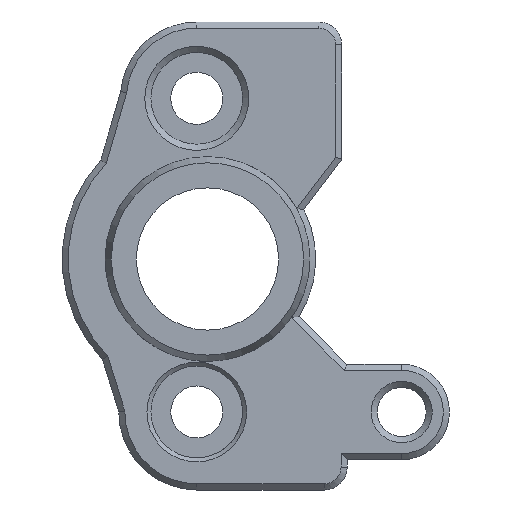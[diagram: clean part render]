
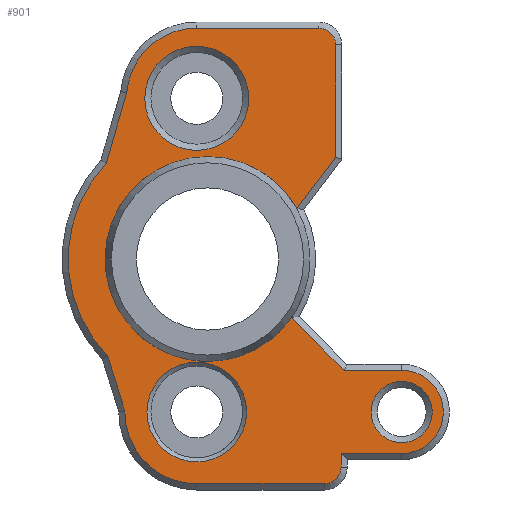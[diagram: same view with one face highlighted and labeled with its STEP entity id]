
A CAD part, front view. The second image highlights one B-rep face of the part: STEP entity #901.
In plain terms, the highlighted planar face has unit normal (0, -1, 0).
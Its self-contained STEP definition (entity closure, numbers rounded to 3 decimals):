
#162=CARTESIAN_POINT('',(8.046,-24.558,37.466));
#163=VERTEX_POINT('',#162);
#170=CARTESIAN_POINT('',(13.533,-24.558,26.948));
#171=VERTEX_POINT('',#170);
#172=CARTESIAN_POINT('',(8.046,-24.558,30.776));
#173=DIRECTION('',(0.,-1.,0.));
#174=DIRECTION('',(0.,0.,-1.));
#175=AXIS2_PLACEMENT_3D('',#172,#173,#174);
#176=CIRCLE('',#175,6.69);
#177=EDGE_CURVE('',#163,#171,#176,.T.);
#187=CARTESIAN_POINT('',(13.869,-24.558,34.07));
#188=VERTEX_POINT('',#187);
#196=CARTESIAN_POINT('',(8.046,-24.558,30.776));
#197=DIRECTION('',(0.,-1.,0.));
#198=DIRECTION('',(0.,0.,-1.));
#199=AXIS2_PLACEMENT_3D('',#196,#197,#198);
#200=CIRCLE('',#199,6.69);
#201=EDGE_CURVE('',#188,#163,#200,.T.);
#276=CARTESIAN_POINT('',(15.676,-24.558,16.076));
#277=VERTEX_POINT('',#276);
#295=CARTESIAN_POINT('',(16.776,-24.558,17.176));
#296=VERTEX_POINT('',#295);
#303=CARTESIAN_POINT('',(15.676,-24.558,17.176));
#304=DIRECTION('',(-0.,-1.,-0.));
#305=DIRECTION('',(0.,-0.,1.));
#306=AXIS2_PLACEMENT_3D('',#303,#304,#305);
#307=CIRCLE('',#306,1.1);
#308=EDGE_CURVE('',#277,#296,#307,.T.);
#326=CARTESIAN_POINT('',(16.776,-24.558,18.051));
#327=VERTEX_POINT('',#326);
#334=CARTESIAN_POINT('',(16.776,-24.558,17.176));
#335=DIRECTION('',(0.,0.,1.));
#336=VECTOR('',#335,0.875);
#337=LINE('',#334,#336);
#338=EDGE_CURVE('',#296,#327,#337,.T.);
#349=CARTESIAN_POINT('',(7.346,-24.558,16.076));
#350=VERTEX_POINT('',#349);
#366=CARTESIAN_POINT('',(7.346,-24.558,16.076));
#367=DIRECTION('',(1.,0.,-0.));
#368=VECTOR('',#367,8.33);
#369=LINE('',#366,#368);
#370=EDGE_CURVE('',#350,#277,#369,.T.);
#382=CARTESIAN_POINT('',(2.646,-24.558,20.776));
#383=VERTEX_POINT('',#382);
#390=CARTESIAN_POINT('',(2.646,-24.558,20.835));
#391=VERTEX_POINT('',#390);
#392=CARTESIAN_POINT('',(7.346,-24.558,20.776));
#393=DIRECTION('',(-0.,-1.,-0.));
#394=DIRECTION('',(0.,-0.,1.));
#395=AXIS2_PLACEMENT_3D('',#392,#393,#394);
#396=CIRCLE('',#395,4.7);
#397=EDGE_CURVE('',#391,#383,#396,.T.);
#414=CARTESIAN_POINT('',(1.536,-24.558,24.417));
#415=VERTEX_POINT('',#414);
#432=CARTESIAN_POINT('',(1.536,-24.558,24.417));
#433=DIRECTION('',(0.296,0.,-0.955));
#434=VECTOR('',#433,3.75);
#435=LINE('',#432,#434);
#436=EDGE_CURVE('',#415,#391,#435,.T.);
#446=CARTESIAN_POINT('',(1.425,-24.558,37.019));
#447=VERTEX_POINT('',#446);
#465=CARTESIAN_POINT('',(8.046,-24.558,30.776));
#466=DIRECTION('',(-0.,-1.,-0.));
#467=DIRECTION('',(0.,-0.,1.));
#468=AXIS2_PLACEMENT_3D('',#465,#466,#467);
#469=CIRCLE('',#468,9.1);
#470=EDGE_CURVE('',#447,#415,#469,.T.);
#480=CARTESIAN_POINT('',(2.771,-24.558,41.65));
#481=VERTEX_POINT('',#480);
#498=CARTESIAN_POINT('',(2.771,-24.558,41.65));
#499=DIRECTION('',(-0.279,0.,-0.96));
#500=VECTOR('',#499,4.823);
#501=LINE('',#498,#500);
#502=EDGE_CURVE('',#481,#447,#501,.T.);
#512=CARTESIAN_POINT('',(7.346,-24.558,45.866));
#513=VERTEX_POINT('',#512);
#530=CARTESIAN_POINT('',(7.346,-24.558,41.276));
#531=DIRECTION('',(-0.,-1.,-0.));
#532=DIRECTION('',(0.,-0.,1.));
#533=AXIS2_PLACEMENT_3D('',#530,#531,#532);
#534=CIRCLE('',#533,4.59);
#535=EDGE_CURVE('',#513,#481,#534,.T.);
#545=CARTESIAN_POINT('',(15.325,-24.558,45.866));
#546=VERTEX_POINT('',#545);
#562=CARTESIAN_POINT('',(15.325,-24.558,45.866));
#563=DIRECTION('',(-1.,-0.,0.));
#564=VECTOR('',#563,7.979);
#565=LINE('',#562,#564);
#566=EDGE_CURVE('',#546,#513,#565,.T.);
#576=CARTESIAN_POINT('',(16.425,-24.558,44.766));
#577=VERTEX_POINT('',#576);
#594=CARTESIAN_POINT('',(15.325,-24.558,44.766));
#595=DIRECTION('',(-0.,-1.,-0.));
#596=DIRECTION('',(0.,-0.,1.));
#597=AXIS2_PLACEMENT_3D('',#594,#595,#596);
#598=CIRCLE('',#597,1.1);
#599=EDGE_CURVE('',#577,#546,#598,.T.);
#609=CARTESIAN_POINT('',(16.425,-24.558,37.436));
#610=VERTEX_POINT('',#609);
#611=CARTESIAN_POINT('',(16.425,-24.558,37.436));
#612=DIRECTION('',(0.,0.,1.));
#613=VECTOR('',#612,7.33);
#614=LINE('',#611,#613);
#615=EDGE_CURVE('',#610,#577,#614,.T.);
#641=CARTESIAN_POINT('',(16.98,-24.558,23.501));
#642=VERTEX_POINT('',#641);
#643=CARTESIAN_POINT('',(16.98,-24.558,23.501));
#644=DIRECTION('',(-0.707,0.,0.707));
#645=VECTOR('',#644,4.875);
#646=LINE('',#643,#645);
#647=EDGE_CURVE('',#642,#171,#646,.T.);
#672=CARTESIAN_POINT('',(20.737,-24.558,18.051));
#673=VERTEX_POINT('',#672);
#680=CARTESIAN_POINT('',(16.776,-24.558,18.051));
#681=DIRECTION('',(1.,0.,-0.));
#682=VECTOR('',#681,3.961);
#683=LINE('',#680,#682);
#684=EDGE_CURVE('',#327,#673,#683,.T.);
#703=CARTESIAN_POINT('',(20.737,-24.558,23.501));
#704=VERTEX_POINT('',#703);
#711=CARTESIAN_POINT('',(20.737,-24.558,20.776));
#712=DIRECTION('',(-0.,-1.,-0.));
#713=DIRECTION('',(0.,-0.,1.));
#714=AXIS2_PLACEMENT_3D('',#711,#712,#713);
#715=CIRCLE('',#714,2.725);
#716=EDGE_CURVE('',#673,#704,#715,.T.);
#733=CARTESIAN_POINT('',(20.737,-24.558,23.501));
#734=DIRECTION('',(-1.,-0.,0.));
#735=VECTOR('',#734,3.757);
#736=LINE('',#733,#735);
#737=EDGE_CURVE('',#704,#642,#736,.T.);
#831=CARTESIAN_POINT('',(6.846,-24.558,34.731));
#832=DIRECTION('',(0.,-1.,0.));
#833=DIRECTION('',(1.,0.,0.));
#834=AXIS2_PLACEMENT_3D('',#831,#832,#833);
#835=PLANE('',#834);
#836=CARTESIAN_POINT('',(7.346,-24.558,37.876));
#837=VERTEX_POINT('',#836);
#838=CARTESIAN_POINT('',(7.346,-24.558,41.276));
#839=DIRECTION('',(0.,-1.,0.));
#840=DIRECTION('',(0.,0.,-1.));
#841=AXIS2_PLACEMENT_3D('',#838,#839,#840);
#842=CIRCLE('',#841,3.4);
#843=EDGE_CURVE('',#837,#837,#842,.T.);
#844=ORIENTED_EDGE('',*,*,#843,.F.);
#845=EDGE_LOOP('',(#844));
#846=FACE_BOUND('',#845,.T.);
#847=CARTESIAN_POINT('',(20.737,-24.558,18.776));
#848=VERTEX_POINT('',#847);
#849=CARTESIAN_POINT('',(20.737,-24.558,20.776));
#850=DIRECTION('',(0.,-1.,0.));
#851=DIRECTION('',(0.,0.,-1.));
#852=AXIS2_PLACEMENT_3D('',#849,#850,#851);
#853=CIRCLE('',#852,2.);
#854=EDGE_CURVE('',#848,#848,#853,.T.);
#855=ORIENTED_EDGE('',*,*,#854,.F.);
#856=EDGE_LOOP('',(#855));
#857=FACE_BOUND('',#856,.T.);
#858=CARTESIAN_POINT('',(7.346,-24.558,17.517));
#859=VERTEX_POINT('',#858);
#860=CARTESIAN_POINT('',(7.346,-24.558,20.776));
#861=DIRECTION('',(0.,-1.,0.));
#862=DIRECTION('',(0.,0.,-1.));
#863=AXIS2_PLACEMENT_3D('',#860,#861,#862);
#864=CIRCLE('',#863,3.259);
#865=EDGE_CURVE('',#859,#859,#864,.T.);
#866=ORIENTED_EDGE('',*,*,#865,.F.);
#867=EDGE_LOOP('',(#866));
#868=FACE_BOUND('',#867,.T.);
#869=ORIENTED_EDGE('',*,*,#177,.F.);
#870=ORIENTED_EDGE('',*,*,#201,.F.);
#871=CARTESIAN_POINT('',(13.869,-24.558,34.07));
#872=DIRECTION('',(0.605,0.,0.796));
#873=VECTOR('',#872,4.227);
#874=LINE('',#871,#873);
#875=EDGE_CURVE('',#188,#610,#874,.T.);
#876=ORIENTED_EDGE('',*,*,#875,.T.);
#877=ORIENTED_EDGE('',*,*,#615,.T.);
#878=ORIENTED_EDGE('',*,*,#599,.T.);
#879=ORIENTED_EDGE('',*,*,#566,.T.);
#880=ORIENTED_EDGE('',*,*,#535,.T.);
#881=ORIENTED_EDGE('',*,*,#502,.T.);
#882=ORIENTED_EDGE('',*,*,#470,.T.);
#883=ORIENTED_EDGE('',*,*,#436,.T.);
#884=ORIENTED_EDGE('',*,*,#397,.T.);
#885=CARTESIAN_POINT('',(7.346,-24.558,20.776));
#886=DIRECTION('',(-0.,-1.,-0.));
#887=DIRECTION('',(0.,-0.,1.));
#888=AXIS2_PLACEMENT_3D('',#885,#886,#887);
#889=CIRCLE('',#888,4.7);
#890=EDGE_CURVE('',#383,#350,#889,.T.);
#891=ORIENTED_EDGE('',*,*,#890,.T.);
#892=ORIENTED_EDGE('',*,*,#370,.T.);
#893=ORIENTED_EDGE('',*,*,#308,.T.);
#894=ORIENTED_EDGE('',*,*,#338,.T.);
#895=ORIENTED_EDGE('',*,*,#684,.T.);
#896=ORIENTED_EDGE('',*,*,#716,.T.);
#897=ORIENTED_EDGE('',*,*,#737,.T.);
#898=ORIENTED_EDGE('',*,*,#647,.T.);
#899=EDGE_LOOP('',(#869,#870,#876,#877,#878,#879,#880,#881,#882,#883,#884,#891,#892,#893,#894,#895,#896,#897,#898));
#900=FACE_BOUND('',#899,.T.);
#901=ADVANCED_FACE('',(#846,#857,#868,#900),#835,.T.);
